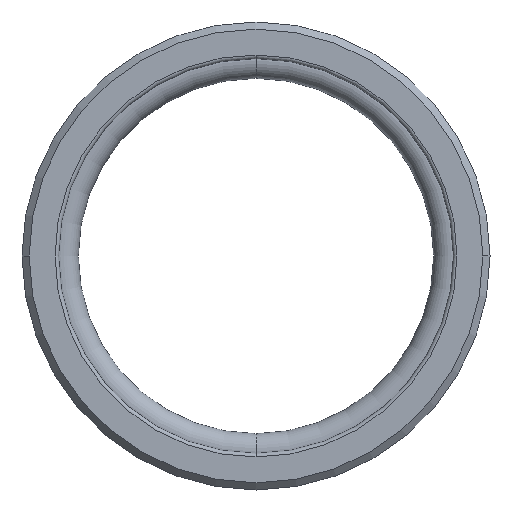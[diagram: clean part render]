
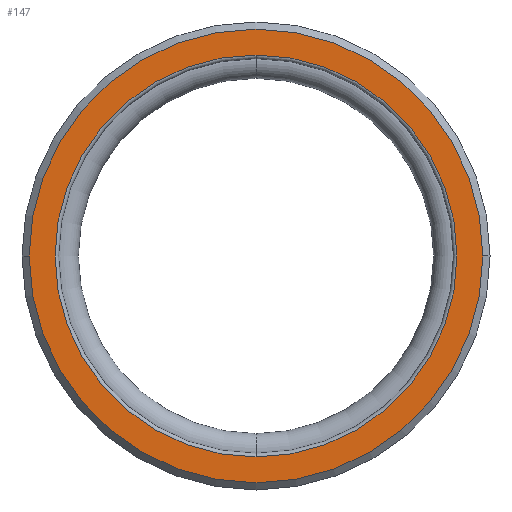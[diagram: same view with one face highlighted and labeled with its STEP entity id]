
A CAD part, front view. The second image highlights one B-rep face of the part: STEP entity #147.
In plain terms, the highlighted planar face has unit normal (0, -1, 0).
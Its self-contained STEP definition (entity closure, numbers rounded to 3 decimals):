
#25 = EDGE_CURVE ( 'NONE', #1623, #1777, #745, .T. ) ;
#29 = ORIENTED_EDGE ( 'NONE', *, *, #1294, .T. ) ;
#58 = DIRECTION ( 'NONE',  ( 1., 0., 0. ) ) ;
#68 = EDGE_LOOP ( 'NONE', ( #29, #1070 ) ) ;
#71 = VERTEX_POINT ( 'NONE', #234 ) ;
#101 = CARTESIAN_POINT ( 'NONE',  ( 0., 0., -11.2 ) ) ;
#119 = EDGE_LOOP ( 'NONE', ( #527, #1033 ) ) ;
#147 = ADVANCED_FACE ( 'NONE', ( #582, #1559 ), #1283, .F. ) ;
#234 = CARTESIAN_POINT ( 'NONE',  ( 12.64, 0., 0. ) ) ;
#333 = DIRECTION ( 'NONE',  ( 0., 0., -1. ) ) ;
#380 = DIRECTION ( 'NONE',  ( 0., 1., 0. ) ) ;
#527 = ORIENTED_EDGE ( 'NONE', *, *, #25, .F. ) ;
#537 = CIRCLE ( 'NONE', #1335, 11.2 ) ;
#568 = EDGE_CURVE ( 'NONE', #71, #1566, #697, .T. ) ;
#575 = AXIS2_PLACEMENT_3D ( 'NONE', #760, #619, #58 ) ;
#582 = FACE_BOUND ( 'NONE', #119, .T. ) ;
#602 = DIRECTION ( 'NONE',  ( 0., -1., 0. ) ) ;
#619 = DIRECTION ( 'NONE',  ( 0., -1., 0. ) ) ;
#697 = CIRCLE ( 'NONE', #575, 12.64 ) ;
#745 = CIRCLE ( 'NONE', #1635, 11.2 ) ;
#760 = CARTESIAN_POINT ( 'NONE',  ( 0., 0., 0. ) ) ;
#841 = CARTESIAN_POINT ( 'NONE',  ( 0., 0., 11.2 ) ) ;
#852 = EDGE_CURVE ( 'NONE', #1777, #1623, #537, .T. ) ;
#854 = DIRECTION ( 'NONE',  ( 0., -1., 0. ) ) ;
#956 = CARTESIAN_POINT ( 'NONE',  ( -13.04, 0., 0. ) ) ;
#1033 = ORIENTED_EDGE ( 'NONE', *, *, #852, .F. ) ;
#1070 = ORIENTED_EDGE ( 'NONE', *, *, #568, .T. ) ;
#1128 = DIRECTION ( 'NONE',  ( 1., 0., 0. ) ) ;
#1190 = CARTESIAN_POINT ( 'NONE',  ( 0., 0., 0. ) ) ;
#1243 = AXIS2_PLACEMENT_3D ( 'NONE', #956, #380, #1412 ) ;
#1277 = DIRECTION ( 'NONE',  ( 0., 0., -1. ) ) ;
#1283 = PLANE ( 'NONE',  #1243 ) ;
#1294 = EDGE_CURVE ( 'NONE', #1566, #71, #1685, .T. ) ;
#1335 = AXIS2_PLACEMENT_3D ( 'NONE', #1702, #1843, #1277 ) ;
#1412 = DIRECTION ( 'NONE',  ( 0., 0., 1. ) ) ;
#1416 = CARTESIAN_POINT ( 'NONE',  ( -12.64, 0., 0. ) ) ;
#1450 = CARTESIAN_POINT ( 'NONE',  ( 0., 0., 0. ) ) ;
#1559 = FACE_OUTER_BOUND ( 'NONE', #68, .T. ) ;
#1566 = VERTEX_POINT ( 'NONE', #1416 ) ;
#1623 = VERTEX_POINT ( 'NONE', #101 ) ;
#1635 = AXIS2_PLACEMENT_3D ( 'NONE', #1190, #602, #333 ) ;
#1685 = CIRCLE ( 'NONE', #1723, 12.64 ) ;
#1702 = CARTESIAN_POINT ( 'NONE',  ( 0., 0., 0. ) ) ;
#1723 = AXIS2_PLACEMENT_3D ( 'NONE', #1450, #854, #1128 ) ;
#1777 = VERTEX_POINT ( 'NONE', #841 ) ;
#1843 = DIRECTION ( 'NONE',  ( 0., -1., 0. ) ) ;
